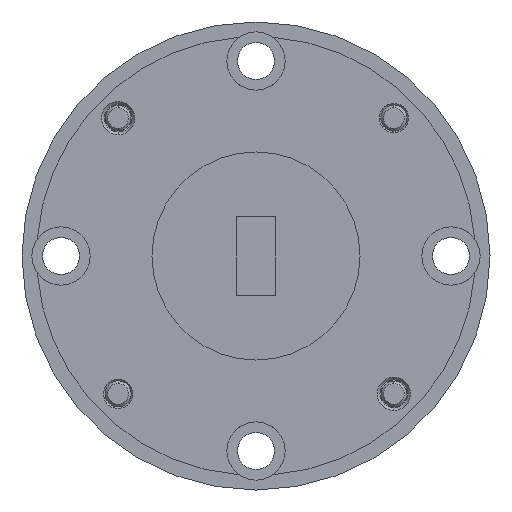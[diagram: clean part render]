
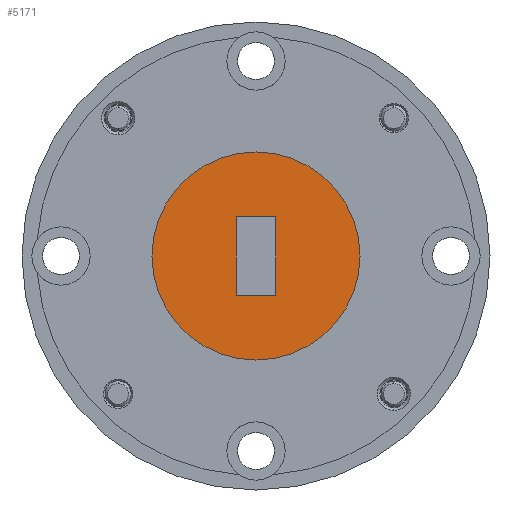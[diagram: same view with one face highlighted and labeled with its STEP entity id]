
A CAD part, left-side view. The second image highlights one B-rep face of the part: STEP entity #5171.
In plain terms, the highlighted planar face has unit normal (-1, 0, 0).
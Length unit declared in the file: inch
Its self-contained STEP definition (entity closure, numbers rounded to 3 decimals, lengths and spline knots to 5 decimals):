
#102 = CARTESIAN_POINT ( 'NONE',  ( 0., -0.25, 0. ) ) ;
#138 = VECTOR ( 'NONE', #5889, 39.37008 ) ;
#283 = CARTESIAN_POINT ( 'NONE',  ( 0., 0.047, -0.094 ) ) ;
#365 = EDGE_CURVE ( 'NONE', #5979, #5513, #4433, .T. ) ;
#390 = VECTOR ( 'NONE', #3966, 39.37008 ) ;
#635 = CARTESIAN_POINT ( 'NONE',  ( 0., 0.047, 0.094 ) ) ;
#640 = VECTOR ( 'NONE', #6467, 39.37008 ) ;
#879 = FACE_BOUND ( 'NONE', #2060, .T. ) ;
#976 = CARTESIAN_POINT ( 'NONE',  ( 0., 0.25, 0. ) ) ;
#996 = EDGE_CURVE ( 'NONE', #5513, #5979, #3098, .T. ) ;
#1150 = EDGE_CURVE ( 'NONE', #2376, #3293, #7178, .T. ) ;
#1363 = ORIENTED_EDGE ( 'NONE', *, *, #6064, .T. ) ;
#1582 = ORIENTED_EDGE ( 'NONE', *, *, #365, .T. ) ;
#1725 = CARTESIAN_POINT ( 'NONE',  ( 0., -0.047, 0.094 ) ) ;
#1817 = VECTOR ( 'NONE', #5883, 39.37008 ) ;
#1942 = AXIS2_PLACEMENT_3D ( 'NONE', #2653, #3949, #6072 ) ;
#1972 = CARTESIAN_POINT ( 'NONE',  ( 0., -0.047, -0.094 ) ) ;
#2060 = EDGE_LOOP ( 'NONE', ( #1363, #5537, #3769, #5036 ) ) ;
#2155 = VERTEX_POINT ( 'NONE', #3375 ) ;
#2376 = VERTEX_POINT ( 'NONE', #7144 ) ;
#2653 = CARTESIAN_POINT ( 'NONE',  ( 0., 0., 0. ) ) ;
#3098 = CIRCLE ( 'NONE', #1942, 0.25 ) ;
#3198 = CARTESIAN_POINT ( 'NONE',  ( 0., -0.047, -0.094 ) ) ;
#3218 = CARTESIAN_POINT ( 'NONE',  ( 0., -0.047, -0.094 ) ) ;
#3293 = VERTEX_POINT ( 'NONE', #1972 ) ;
#3346 = AXIS2_PLACEMENT_3D ( 'NONE', #5921, #3651, #3693 ) ;
#3375 = CARTESIAN_POINT ( 'NONE',  ( 0., 0.047, -0.094 ) ) ;
#3568 = EDGE_CURVE ( 'NONE', #3293, #2155, #5471, .T. ) ;
#3651 = DIRECTION ( 'NONE',  ( -1., 0., 0. ) ) ;
#3693 = DIRECTION ( 'NONE',  ( 0., -1., 0. ) ) ;
#3728 = PLANE ( 'NONE',  #3346 ) ;
#3769 = ORIENTED_EDGE ( 'NONE', *, *, #3568, .T. ) ;
#3949 = DIRECTION ( 'NONE',  ( -1., 0., 0. ) ) ;
#3966 = DIRECTION ( 'NONE',  ( 0., -1., 0. ) ) ;
#4012 = ORIENTED_EDGE ( 'NONE', *, *, #996, .T. ) ;
#4433 = CIRCLE ( 'NONE', #6020, 0.25 ) ;
#4777 = VERTEX_POINT ( 'NONE', #635 ) ;
#4802 = FACE_OUTER_BOUND ( 'NONE', #6900, .T. ) ;
#4821 = DIRECTION ( 'NONE',  ( -1., 0., 0. ) ) ;
#5036 = ORIENTED_EDGE ( 'NONE', *, *, #5178, .T. ) ;
#5171 = ADVANCED_FACE ( 'NONE', ( #879, #4802 ), #3728, .T. ) ;
#5178 = EDGE_CURVE ( 'NONE', #2155, #4777, #6325, .T. ) ;
#5340 = CARTESIAN_POINT ( 'NONE',  ( 0., 0., 0. ) ) ;
#5471 = LINE ( 'NONE', #3198, #138 ) ;
#5513 = VERTEX_POINT ( 'NONE', #976 ) ;
#5537 = ORIENTED_EDGE ( 'NONE', *, *, #1150, .T. ) ;
#5883 = DIRECTION ( 'NONE',  ( 0., 0., 1. ) ) ;
#5889 = DIRECTION ( 'NONE',  ( 0., 1., 0. ) ) ;
#5921 = CARTESIAN_POINT ( 'NONE',  ( 0., 0., 0. ) ) ;
#5979 = VERTEX_POINT ( 'NONE', #102 ) ;
#6020 = AXIS2_PLACEMENT_3D ( 'NONE', #5340, #4821, #6464 ) ;
#6064 = EDGE_CURVE ( 'NONE', #4777, #2376, #6715, .T. ) ;
#6072 = DIRECTION ( 'NONE',  ( 0., -1., 0. ) ) ;
#6325 = LINE ( 'NONE', #283, #1817 ) ;
#6464 = DIRECTION ( 'NONE',  ( 0., -1., 0. ) ) ;
#6467 = DIRECTION ( 'NONE',  ( 0., 0., -1. ) ) ;
#6715 = LINE ( 'NONE', #1725, #390 ) ;
#6900 = EDGE_LOOP ( 'NONE', ( #1582, #4012 ) ) ;
#7144 = CARTESIAN_POINT ( 'NONE',  ( 0., -0.047, 0.094 ) ) ;
#7178 = LINE ( 'NONE', #3218, #640 ) ;
